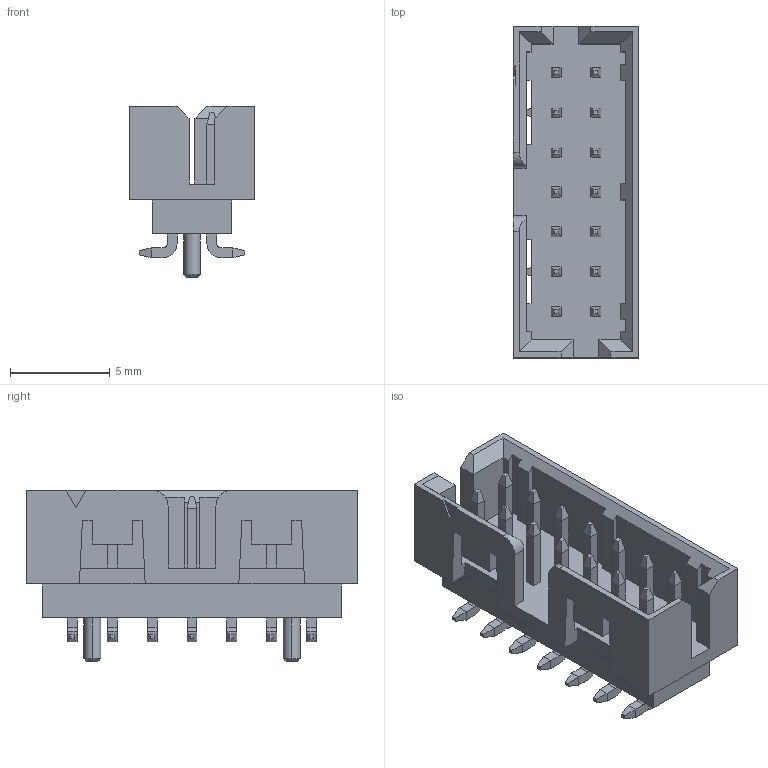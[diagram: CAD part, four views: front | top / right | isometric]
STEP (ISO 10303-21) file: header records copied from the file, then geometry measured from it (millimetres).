
FILE_DESCRIPTION(('FreeCAD Model'),'2;1');
FILE_NAME('Open CASCADE Shape Model','2023-11-21T14:14:51',( 'kicad StepUp'),('ksu MCAD'),'Open CASCADE STEP processor 7.6', 'FreeCAD','Unknown');
FILE_SCHEMA(('AUTOMOTIVE_DESIGN { 1 0 10303 214 1 1 1 1 }'));
Length unit declared in the file: millimetre
Products named in the file (1): _78321420_cp001
Bounding box: 6.3 x 16.65 x 8.6 mm (x, y, z)
Volume: 300.2 mm3; surface area: 771 mm2
Topology: 1 solids, 1 shells, 397 faces, 980 edges, 612 vertices
Faces by surface type: plane 359, cylinder 34, cone 4
Entity records: 11430 total; most frequent: CARTESIAN_POINT 2000, ORIENTED_EDGE 1960, DIRECTION 1846, EDGE_CURVE 980, LINE 906, VECTOR 906, VERTEX_POINT 612, AXIS2_PLACEMENT_3D 470
